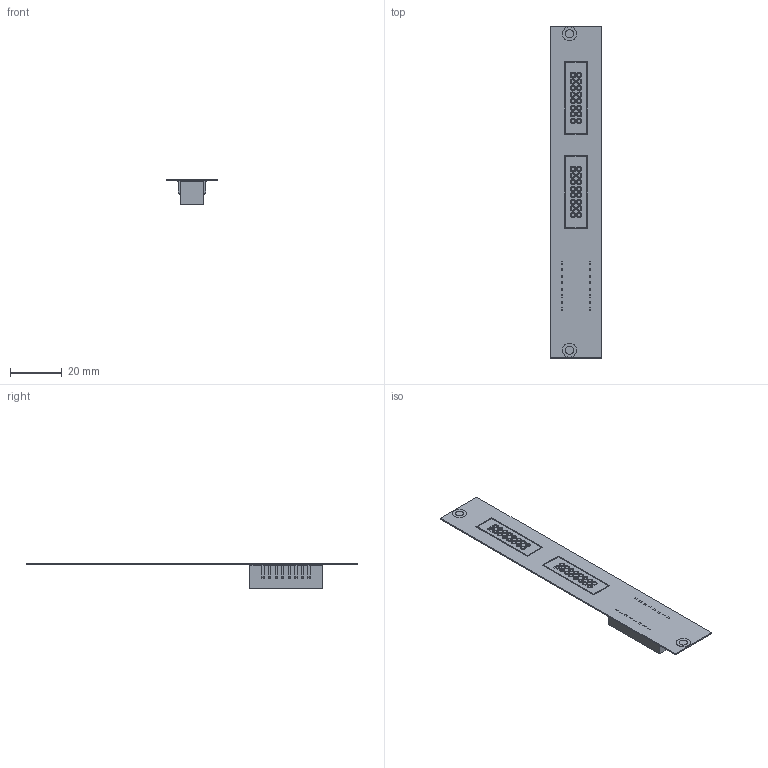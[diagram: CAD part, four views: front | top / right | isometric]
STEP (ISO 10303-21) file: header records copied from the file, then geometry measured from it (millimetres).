
FILE_DESCRIPTION( ( '' ), ' ' );
FILE_NAME( '5c5c44e172c8df153d6cb3b8.step', '2019-02-07T14:46:58', ( '' ), ( '' ), ' ', ' ', ' ' );
FILE_SCHEMA( ( 'AUTOMOTIVE_DESIGN { 1 0 10303 214 1 1 1 1 }' ) );
Length unit declared in the file: metre
Products named in the file (144): Assem1; Open CASCADE STEP translator 6.8 33; Open CASCADE STEP translator 6.8 74; Open CASCADE STEP translator 6.8 87; Open CASCADE STEP translator 6.8 11; Open CASCADE STEP translator 6.8 2; Open CASCADE STEP translator 6.8 37; Open CASCADE STEP translator 6.8 122; Open CASCADE STEP translator 6.8 76; Open CASCADE STEP translator 6.8 89; Open CASCADE STEP translator 6.8 103; Open CASCADE STEP translator 6.8 106; Open CASCADE STEP translator 6.8 56; Open CASCADE STEP translator 6.8 67; Open CASCADE STEP translator 6.8 8; Open CASCADE STEP translator 6.8 72; Open CASCADE STEP translator 6.8 4; Open CASCADE STEP translator 6.8 39; Open CASCADE STEP translator 6.8 101; Open CASCADE STEP translator 6.8 3; Open CASCADE STEP translator 6.8 59; Open CASCADE STEP translator 6.8 6; Open CASCADE STEP translator 6.8 92; Open CASCADE STEP translator 6.8 42; Open CASCADE STEP translator 6.8 5; Open CASCADE STEP translator 6.8 21; Open CASCADE STEP translator 6.8 68; Open CASCADE STEP translator 6.8 36; Open CASCADE STEP translator 6.8 65; Open CASCADE STEP translator 6.8 70; Open CASCADE STEP translator 6.8 66; Open CASCADE STEP translator 6.8 80; Open CASCADE STEP translator 6.8 63; Open CASCADE STEP translator 6.8 13; Open CASCADE STEP translator 6.8 50; Open CASCADE STEP translator 6.8 118; Open CASCADE STEP translator 6.8 121; Open CASCADE STEP translator 6.8 45; Open CASCADE STEP translator 6.8 110; Open CASCADE STEP translator 6.8 69 ...
Assembly tree (143 placements, depth 2):
  Assem1
    Open CASCADE STEP translator 6.8 33
    Open CASCADE STEP translator 6.8 74
    Open CASCADE STEP translator 6.8 87
    Open CASCADE STEP translator 6.8 11
    Open CASCADE STEP translator 6.8 2
    Open CASCADE STEP translator 6.8 37
    Open CASCADE STEP translator 6.8 122
    Open CASCADE STEP translator 6.8 76
    Open CASCADE STEP translator 6.8 89
    Open CASCADE STEP translator 6.8 103
    Open CASCADE STEP translator 6.8 106
    Open CASCADE STEP translator 6.8 56
    Open CASCADE STEP translator 6.8 67
    Open CASCADE STEP translator 6.8 8
    Open CASCADE STEP translator 6.8 72
    Open CASCADE STEP translator 6.8 4
    Open CASCADE STEP translator 6.8 39
    Open CASCADE STEP translator 6.8 101
    Open CASCADE STEP translator 6.8 3
    Open CASCADE STEP translator 6.8 59
    Open CASCADE STEP translator 6.8 6
    Open CASCADE STEP translator 6.8 92
    Open CASCADE STEP translator 6.8 42
    Open CASCADE STEP translator 6.8 5
    Open CASCADE STEP translator 6.8 21
    Open CASCADE STEP translator 6.8 68
    Open CASCADE STEP translator 6.8 36
    Open CASCADE STEP translator 6.8 65
    Open CASCADE STEP translator 6.8 70
    Open CASCADE STEP translator 6.8 66
    Open CASCADE STEP translator 6.8 80
    Open CASCADE STEP translator 6.8 63
    Open CASCADE STEP translator 6.8 13
    Open CASCADE STEP translator 6.8 50
    Open CASCADE STEP translator 6.8 118
    Open CASCADE STEP translator 6.8 11
    Open CASCADE STEP translator 6.8 121
    Open CASCADE STEP translator 6.8 45
    Open CASCADE STEP translator 6.8 110
    Open CASCADE STEP translator 6.8 69
    Open CASCADE STEP translator 6.8 123
    Open CASCADE STEP translator 6.8 57
    Open CASCADE STEP translator 6.8 13
    Open CASCADE STEP translator 6.8 17
    Open CASCADE STEP translator 6.8 35
    Open CASCADE STEP translator 6.8 16
    Open CASCADE STEP translator 6.8 85
    Open CASCADE STEP translator 6.8 88
    Open CASCADE STEP translator 6.8 107
    Open CASCADE STEP translator 6.8 124
    Open CASCADE STEP translator 6.8 78
    Open CASCADE STEP translator 6.8 6
    Open CASCADE STEP translator 6.8 40
    Open CASCADE STEP translator 6.8 100
    Open CASCADE STEP translator 6.8 17
    Open CASCADE STEP translator 6.8 55
    Open CASCADE STEP translator 6.8 49
    Open CASCADE STEP translator 6.8 31
    Open CASCADE STEP translator 6.8 81
Bounding box: 20 x 128.5 x 9.8 mm (x, y, z)
Volume: 3685.2 mm3; surface area: 7907.5 mm2
Topology: 143 solids, 143 shells, 682 faces, 1191 edges, 794 vertices
Faces by surface type: plane 549, cylinder 130, sphere 3
Full cylindrical faces by diameter (mm): 1.35 x32, 2.05 x60, 3.2 x2, 5.5 x4
Entity records: 28923 total; most frequent: DIRECTION 3002, CARTESIAN_POINT 2707, ORIENTED_EDGE 2174, STYLED_ITEM 1769, PRESENTATION_STYLE_ASSIGNMENT 1769, COLOUR_RGB 1769, AXIS2_PLACEMENT_3D 1089, EDGE_CURVE 1087
